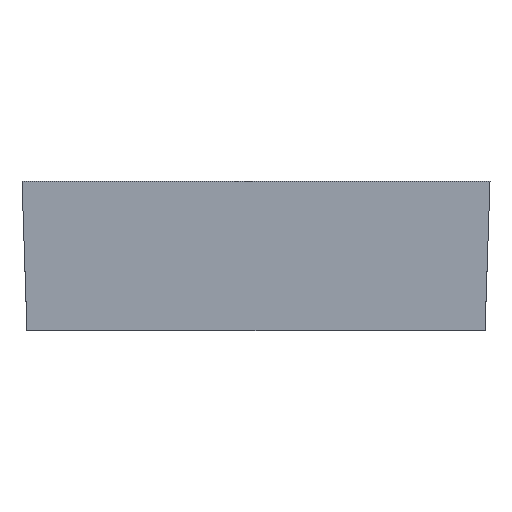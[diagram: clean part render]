
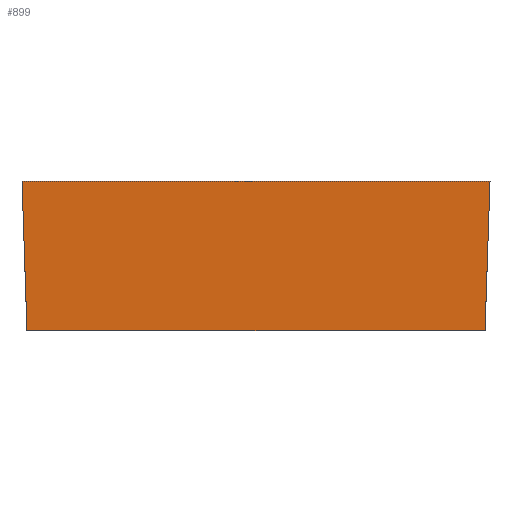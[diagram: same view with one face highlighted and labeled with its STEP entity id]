
A CAD part, front view. The second image highlights one B-rep face of the part: STEP entity #899.
In plain terms, the highlighted free-form (B-spline) face has degree [1, 1] with [2, 2] control points.
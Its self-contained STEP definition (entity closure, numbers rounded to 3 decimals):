
#22 = VERTEX_POINT('',#23);
#23 = CARTESIAN_POINT('',(46.,-59.,0.));
#32 = PLANE('',#33);
#33 = AXIS2_PLACEMENT_3D('',#34,#35,#36);
#34 = CARTESIAN_POINT('',(0.,0.,0.));
#35 = DIRECTION('',(0.,0.,1.));
#36 = DIRECTION('',(-1.,0.,0.));
#44 = B_SPLINE_SURFACE_WITH_KNOTS('',1,1,(
    (#45,#46)
    ,(#47,#48)),.UNSPECIFIED.,.F.,.F.,.F.,(2,2),(2,2),(0.,120.),(0.,1.),
  .PIECEWISE_BEZIER_KNOTS.);
#45 = CARTESIAN_POINT('',(46.,-59.,0.));
#46 = CARTESIAN_POINT('',(47.,-60.,30.));
#47 = CARTESIAN_POINT('',(46.,59.,0.));
#48 = CARTESIAN_POINT('',(47.,60.,30.));
#83 = VERTEX_POINT('',#84);
#84 = CARTESIAN_POINT('',(-46.,-59.,0.));
#98 = B_SPLINE_SURFACE_WITH_KNOTS('',1,1,(
    (#99,#100)
    ,(#101,#102
    )),.UNSPECIFIED.,.F.,.F.,.F.,(2,2),(2,2),(0.,120.),(0.,1.),
  .PIECEWISE_BEZIER_KNOTS.);
#99 = CARTESIAN_POINT('',(-46.,59.,0.));
#100 = CARTESIAN_POINT('',(-47.,60.,30.));
#101 = CARTESIAN_POINT('',(-46.,-59.,0.));
#102 = CARTESIAN_POINT('',(-47.,-60.,30.));
#109 = EDGE_CURVE('',#83,#22,#110,.T.);
#110 = SURFACE_CURVE('',#111,(#115,#122),.PCURVE_S1.);
#111 = LINE('',#112,#113);
#112 = CARTESIAN_POINT('',(-46.,-59.,0.));
#113 = VECTOR('',#114,1.);
#114 = DIRECTION('',(1.,0.,0.));
#115 = PCURVE('',#32,#116);
#116 = DEFINITIONAL_REPRESENTATION('',(#117),#121);
#117 = LINE('',#118,#119);
#118 = CARTESIAN_POINT('',(46.,59.));
#119 = VECTOR('',#120,1.);
#120 = DIRECTION('',(-1.,0.));
#121 = ( GEOMETRIC_REPRESENTATION_CONTEXT(2) 
PARAMETRIC_REPRESENTATION_CONTEXT() REPRESENTATION_CONTEXT('2D SPACE',''
  ) );
#122 = PCURVE('',#123,#128);
#123 = B_SPLINE_SURFACE_WITH_KNOTS('',1,1,(
    (#124,#125)
    ,(#126,#127
  )),.UNSPECIFIED.,.F.,.F.,.F.,(2,2),(2,2),(0.,94.),(0.,1.),
  .PIECEWISE_BEZIER_KNOTS.);
#124 = CARTESIAN_POINT('',(-46.,-59.,0.));
#125 = CARTESIAN_POINT('',(-47.,-60.,30.));
#126 = CARTESIAN_POINT('',(46.,-59.,0.));
#127 = CARTESIAN_POINT('',(47.,-60.,30.));
#128 = DEFINITIONAL_REPRESENTATION('',(#129),#132);
#129 = B_SPLINE_CURVE_WITH_KNOTS('',1,(#130,#131),.UNSPECIFIED.,.F.,.F.,
  (2,2),(0.,92.),.PIECEWISE_BEZIER_KNOTS.);
#130 = CARTESIAN_POINT('',(0.,0.));
#131 = CARTESIAN_POINT('',(94.,0.));
#132 = ( GEOMETRIC_REPRESENTATION_CONTEXT(2) 
PARAMETRIC_REPRESENTATION_CONTEXT() REPRESENTATION_CONTEXT('2D SPACE',''
  ) );
#371 = VERTEX_POINT('',#372);
#372 = CARTESIAN_POINT('',(47.,-60.,30.));
#386 = PLANE('',#387);
#387 = AXIS2_PLACEMENT_3D('',#388,#389,#390);
#388 = CARTESIAN_POINT('',(0.,0.,30.));
#389 = DIRECTION('',(0.,0.,1.));
#390 = DIRECTION('',(-1.,0.,0.));
#398 = EDGE_CURVE('',#22,#371,#399,.T.);
#399 = SURFACE_CURVE('',#400,(#403,#410),.PCURVE_S1.);
#400 = B_SPLINE_CURVE_WITH_KNOTS('',1,(#401,#402),.UNSPECIFIED.,.F.,.F.,
  (2,2),(0.,1.),.PIECEWISE_BEZIER_KNOTS.);
#401 = CARTESIAN_POINT('',(46.,-59.,0.));
#402 = CARTESIAN_POINT('',(47.,-60.,30.));
#403 = PCURVE('',#44,#404);
#404 = DEFINITIONAL_REPRESENTATION('',(#405),#409);
#405 = LINE('',#406,#407);
#406 = CARTESIAN_POINT('',(0.,0.));
#407 = VECTOR('',#408,1.);
#408 = DIRECTION('',(0.,1.));
#409 = ( GEOMETRIC_REPRESENTATION_CONTEXT(2) 
PARAMETRIC_REPRESENTATION_CONTEXT() REPRESENTATION_CONTEXT('2D SPACE',''
  ) );
#410 = PCURVE('',#123,#411);
#411 = DEFINITIONAL_REPRESENTATION('',(#412),#416);
#412 = LINE('',#413,#414);
#413 = CARTESIAN_POINT('',(94.,0.));
#414 = VECTOR('',#415,1.);
#415 = DIRECTION('',(0.,1.));
#416 = ( GEOMETRIC_REPRESENTATION_CONTEXT(2) 
PARAMETRIC_REPRESENTATION_CONTEXT() REPRESENTATION_CONTEXT('2D SPACE',''
  ) );
#899 = ADVANCED_FACE('',(#900),#123,.T.);
#900 = FACE_BOUND('',#901,.T.);
#901 = EDGE_LOOP('',(#902,#903,#904,#927));
#902 = ORIENTED_EDGE('',*,*,#109,.T.);
#903 = ORIENTED_EDGE('',*,*,#398,.T.);
#904 = ORIENTED_EDGE('',*,*,#905,.F.);
#905 = EDGE_CURVE('',#906,#371,#908,.T.);
#906 = VERTEX_POINT('',#907);
#907 = CARTESIAN_POINT('',(-47.,-60.,30.));
#908 = SURFACE_CURVE('',#909,(#913,#920),.PCURVE_S1.);
#909 = LINE('',#910,#911);
#910 = CARTESIAN_POINT('',(-47.,-60.,30.));
#911 = VECTOR('',#912,1.);
#912 = DIRECTION('',(1.,0.,0.));
#913 = PCURVE('',#123,#914);
#914 = DEFINITIONAL_REPRESENTATION('',(#915),#919);
#915 = LINE('',#916,#917);
#916 = CARTESIAN_POINT('',(0.,1.));
#917 = VECTOR('',#918,1.);
#918 = DIRECTION('',(1.,0.));
#919 = ( GEOMETRIC_REPRESENTATION_CONTEXT(2) 
PARAMETRIC_REPRESENTATION_CONTEXT() REPRESENTATION_CONTEXT('2D SPACE',''
  ) );
#920 = PCURVE('',#386,#921);
#921 = DEFINITIONAL_REPRESENTATION('',(#922),#926);
#922 = LINE('',#923,#924);
#923 = CARTESIAN_POINT('',(47.,60.));
#924 = VECTOR('',#925,1.);
#925 = DIRECTION('',(-1.,0.));
#926 = ( GEOMETRIC_REPRESENTATION_CONTEXT(2) 
PARAMETRIC_REPRESENTATION_CONTEXT() REPRESENTATION_CONTEXT('2D SPACE',''
  ) );
#927 = ORIENTED_EDGE('',*,*,#928,.F.);
#928 = EDGE_CURVE('',#83,#906,#929,.T.);
#929 = SURFACE_CURVE('',#930,(#933,#940),.PCURVE_S1.);
#930 = B_SPLINE_CURVE_WITH_KNOTS('',1,(#931,#932),.UNSPECIFIED.,.F.,.F.,
  (2,2),(0.,1.),.PIECEWISE_BEZIER_KNOTS.);
#931 = CARTESIAN_POINT('',(-46.,-59.,0.));
#932 = CARTESIAN_POINT('',(-47.,-60.,30.));
#933 = PCURVE('',#123,#934);
#934 = DEFINITIONAL_REPRESENTATION('',(#935),#939);
#935 = LINE('',#936,#937);
#936 = CARTESIAN_POINT('',(0.,0.));
#937 = VECTOR('',#938,1.);
#938 = DIRECTION('',(0.,1.));
#939 = ( GEOMETRIC_REPRESENTATION_CONTEXT(2) 
PARAMETRIC_REPRESENTATION_CONTEXT() REPRESENTATION_CONTEXT('2D SPACE',''
  ) );
#940 = PCURVE('',#98,#941);
#941 = DEFINITIONAL_REPRESENTATION('',(#942),#946);
#942 = LINE('',#943,#944);
#943 = CARTESIAN_POINT('',(120.,0.));
#944 = VECTOR('',#945,1.);
#945 = DIRECTION('',(0.,1.));
#946 = ( GEOMETRIC_REPRESENTATION_CONTEXT(2) 
PARAMETRIC_REPRESENTATION_CONTEXT() REPRESENTATION_CONTEXT('2D SPACE',''
  ) );
